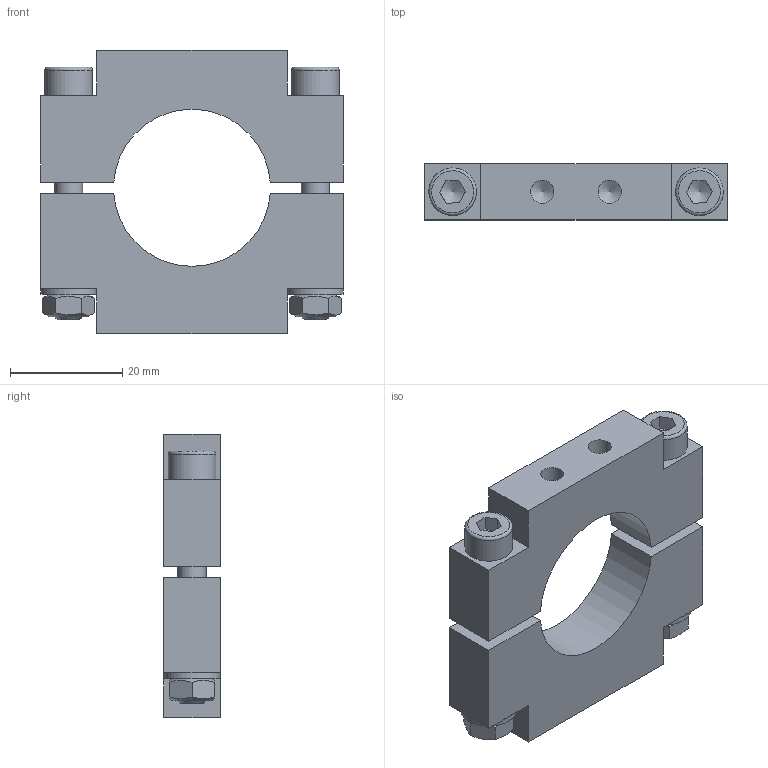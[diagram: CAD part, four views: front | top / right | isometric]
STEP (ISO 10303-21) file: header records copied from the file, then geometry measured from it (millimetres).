
FILE_DESCRIPTION(/* description */ (''),/* implementation_level */ '2;1');
FILE_NAME(/* name */ 'Objektivhalter_d28.stp',/* time_stamp */ '2021-04-20T14:05:58+02:00',/* author */ (''),/* organization */ (''),/* preprocessor_version */ 'ST-DEVELOPER v16.5',/* originating_system */ 'Autodesk Inventor 2017',/* authorisation */ '');
FILE_SCHEMA (('AUTOMOTIVE_DESIGN { 1 0 10303 214 3 1 1 }'));
Length unit declared in the file: millimetre
Products named in the file (1): Objektivhalter_d28
Bounding box: 54 x 10 x 50.5 mm (x, y, z)
Volume: 17962.3 mm3; surface area: 10130 mm2
Topology: 1 solids, 1 shells, 100 faces, 238 edges, 152 vertices
Faces by surface type: plane 64, cylinder 20, cone 12, torus 4
Full cylindrical faces by diameter (mm): 4.13 x4, 5 x4, 5.2 x4, 5.3 x2, 8.5 x2, 10 x2
Entity records: 2686 total; most frequent: CARTESIAN_POINT 503, DIRECTION 412, ORIENTED_EDGE 388, EDGE_CURVE 192, AXIS2_PLACEMENT_3D 155, EDGE_LOOP 146, VERTEX_POINT 138, LINE 102
